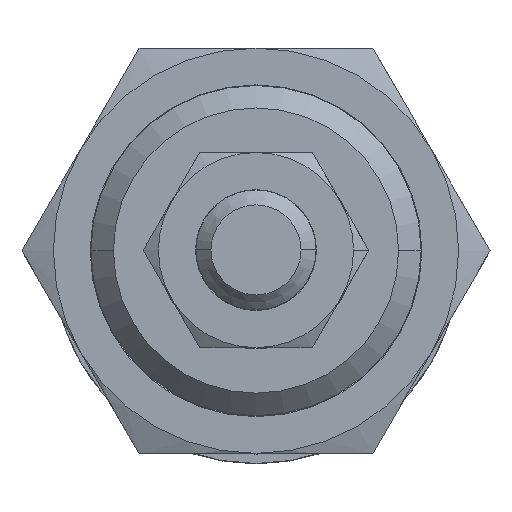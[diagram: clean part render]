
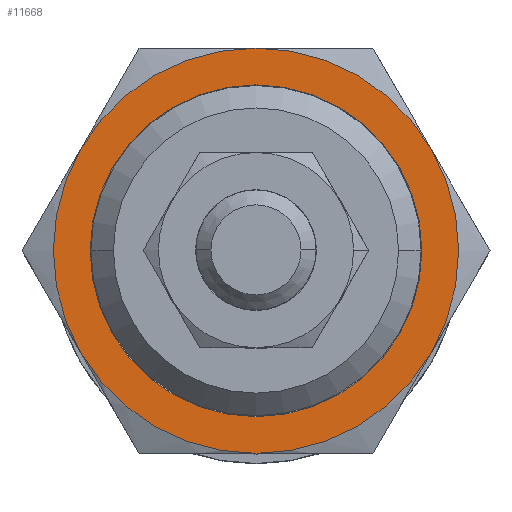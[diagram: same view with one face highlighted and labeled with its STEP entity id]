
A CAD part, top view. The second image highlights one B-rep face of the part: STEP entity #11668.
In plain terms, the highlighted planar face has unit normal (0, 0, 1).
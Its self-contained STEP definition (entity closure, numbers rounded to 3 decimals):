
#331 = EDGE_CURVE ( 'NONE', #7087, #5017, #9046, .T. ) ;
#357 = FACE_OUTER_BOUND ( 'NONE', #5520, .T. ) ;
#651 = DIRECTION ( 'NONE',  ( 0., 0., -1. ) ) ;
#792 = DIRECTION ( 'NONE',  ( 0.866, 0.5, 0. ) ) ;
#927 = CIRCLE ( 'NONE', #4440, 11.05 ) ;
#996 = AXIS2_PLACEMENT_3D ( 'NONE', #1991, #1017, #9486 ) ;
#1017 = DIRECTION ( 'NONE',  ( 0., 0., -1. ) ) ;
#1052 = ORIENTED_EDGE ( 'NONE', *, *, #331, .F. ) ;
#1323 = CARTESIAN_POINT ( 'NONE',  ( 0., 0., 399. ) ) ;
#1328 = ORIENTED_EDGE ( 'NONE', *, *, #8036, .F. ) ;
#1474 = CIRCLE ( 'NONE', #8328, 11.05 ) ;
#1696 = DIRECTION ( 'NONE',  ( 0.866, 0.5, 0. ) ) ;
#1708 = AXIS2_PLACEMENT_3D ( 'NONE', #3293, #8846, #7104 ) ;
#1819 = VERTEX_POINT ( 'NONE', #12057 ) ;
#1991 = CARTESIAN_POINT ( 'NONE',  ( 0., 0., 399. ) ) ;
#2121 = CARTESIAN_POINT ( 'NONE',  ( 11.691, 6.75, 399. ) ) ;
#2396 = ORIENTED_EDGE ( 'NONE', *, *, #4955, .T. ) ;
#2668 = CARTESIAN_POINT ( 'NONE',  ( 9.57, 5.525, 399. ) ) ;
#2813 = DIRECTION ( 'NONE',  ( 0., 0., -1. ) ) ;
#3101 = DIRECTION ( 'NONE',  ( 0., 0., -1. ) ) ;
#3293 = CARTESIAN_POINT ( 'NONE',  ( 0., 0., 399. ) ) ;
#3463 = AXIS2_PLACEMENT_3D ( 'NONE', #5346, #8227, #9103 ) ;
#3509 = EDGE_CURVE ( 'NONE', #11116, #7087, #4968, .T. ) ;
#3695 = CIRCLE ( 'NONE', #5662, 13.5 ) ;
#3818 = ORIENTED_EDGE ( 'NONE', *, *, #3509, .F. ) ;
#4101 = PLANE ( 'NONE',  #996 ) ;
#4227 = ORIENTED_EDGE ( 'NONE', *, *, #7461, .F. ) ;
#4350 = CARTESIAN_POINT ( 'NONE',  ( -11.691, -6.75, 399. ) ) ;
#4440 = AXIS2_PLACEMENT_3D ( 'NONE', #11229, #2813, #6564 ) ;
#4638 = ORIENTED_EDGE ( 'NONE', *, *, #6205, .T. ) ;
#4955 = EDGE_CURVE ( 'NONE', #9334, #6423, #1474, .T. ) ;
#4968 = CIRCLE ( 'NONE', #5170, 13.5 ) ;
#5016 = FACE_BOUND ( 'NONE', #8072, .T. ) ;
#5017 = VERTEX_POINT ( 'NONE', #2121 ) ;
#5170 = AXIS2_PLACEMENT_3D ( 'NONE', #6363, #651, #6302 ) ;
#5346 = CARTESIAN_POINT ( 'NONE',  ( 0., 0., 399. ) ) ;
#5497 = CARTESIAN_POINT ( 'NONE',  ( 11.691, -6.75, 399. ) ) ;
#5520 = EDGE_LOOP ( 'NONE', ( #6021, #1052, #3818, #4227, #5895, #1328 ) ) ;
#5662 = AXIS2_PLACEMENT_3D ( 'NONE', #7003, #9901, #11730 ) ;
#5895 = ORIENTED_EDGE ( 'NONE', *, *, #7702, .F. ) ;
#6021 = ORIENTED_EDGE ( 'NONE', *, *, #9336, .F. ) ;
#6083 = CARTESIAN_POINT ( 'NONE',  ( -11.691, 6.75, 399. ) ) ;
#6205 = EDGE_CURVE ( 'NONE', #6423, #9334, #927, .T. ) ;
#6302 = DIRECTION ( 'NONE',  ( 0.866, 0.5, 0. ) ) ;
#6363 = CARTESIAN_POINT ( 'NONE',  ( 0., 0., 399. ) ) ;
#6423 = VERTEX_POINT ( 'NONE', #2668 ) ;
#6564 = DIRECTION ( 'NONE',  ( 0.866, 0.5, 0. ) ) ;
#6906 = CARTESIAN_POINT ( 'NONE',  ( 0., 13.5, 399. ) ) ;
#7003 = CARTESIAN_POINT ( 'NONE',  ( 0., 0., 399. ) ) ;
#7087 = VERTEX_POINT ( 'NONE', #6906 ) ;
#7104 = DIRECTION ( 'NONE',  ( 0.866, 0.5, 0. ) ) ;
#7461 = EDGE_CURVE ( 'NONE', #11094, #11116, #11123, .T. ) ;
#7702 = EDGE_CURVE ( 'NONE', #1819, #11094, #3695, .T. ) ;
#8036 = EDGE_CURVE ( 'NONE', #8310, #1819, #8792, .T. ) ;
#8072 = EDGE_LOOP ( 'NONE', ( #2396, #4638 ) ) ;
#8227 = DIRECTION ( 'NONE',  ( 0., 0., -1. ) ) ;
#8310 = VERTEX_POINT ( 'NONE', #5497 ) ;
#8324 = CARTESIAN_POINT ( 'NONE',  ( -9.57, -5.525, 399. ) ) ;
#8328 = AXIS2_PLACEMENT_3D ( 'NONE', #1323, #3101, #9744 ) ;
#8518 = DIRECTION ( 'NONE',  ( 0., 0., -1. ) ) ;
#8792 = CIRCLE ( 'NONE', #1708, 13.5 ) ;
#8846 = DIRECTION ( 'NONE',  ( 0., 0., -1. ) ) ;
#9046 = CIRCLE ( 'NONE', #9248, 13.5 ) ;
#9103 = DIRECTION ( 'NONE',  ( 0.866, 0.5, 0. ) ) ;
#9248 = AXIS2_PLACEMENT_3D ( 'NONE', #11161, #8518, #792 ) ;
#9334 = VERTEX_POINT ( 'NONE', #8324 ) ;
#9336 = EDGE_CURVE ( 'NONE', #5017, #8310, #11550, .T. ) ;
#9486 = DIRECTION ( 'NONE',  ( 0.866, 0.5, 0. ) ) ;
#9744 = DIRECTION ( 'NONE',  ( 0.866, 0.5, 0. ) ) ;
#9901 = DIRECTION ( 'NONE',  ( 0., 0., -1. ) ) ;
#10125 = DIRECTION ( 'NONE',  ( 0., 0., -1. ) ) ;
#11094 = VERTEX_POINT ( 'NONE', #4350 ) ;
#11116 = VERTEX_POINT ( 'NONE', #6083 ) ;
#11123 = CIRCLE ( 'NONE', #3463, 13.5 ) ;
#11161 = CARTESIAN_POINT ( 'NONE',  ( 0., 0., 399. ) ) ;
#11229 = CARTESIAN_POINT ( 'NONE',  ( 0., 0., 399. ) ) ;
#11354 = AXIS2_PLACEMENT_3D ( 'NONE', #12078, #10125, #1696 ) ;
#11550 = CIRCLE ( 'NONE', #11354, 13.5 ) ;
#11668 = ADVANCED_FACE ( 'NONE', ( #5016, #357 ), #4101, .F. ) ;
#11730 = DIRECTION ( 'NONE',  ( 0.866, 0.5, 0. ) ) ;
#12057 = CARTESIAN_POINT ( 'NONE',  ( 0., -13.5, 399. ) ) ;
#12078 = CARTESIAN_POINT ( 'NONE',  ( 0., 0., 399. ) ) ;
